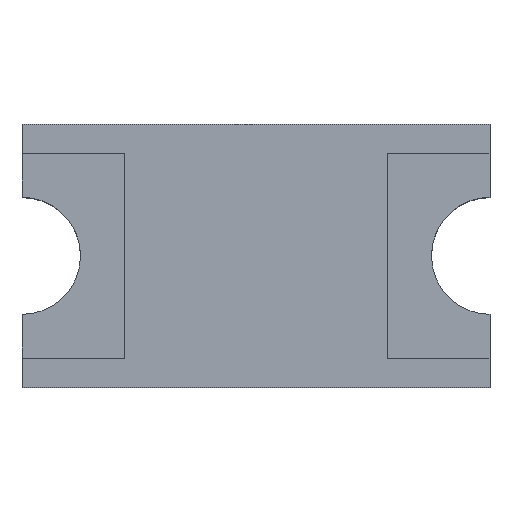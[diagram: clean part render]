
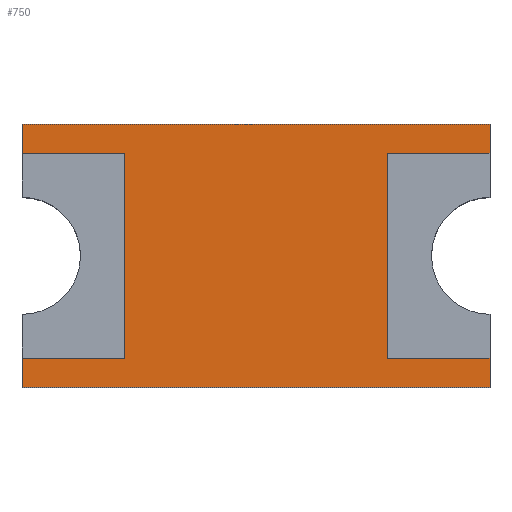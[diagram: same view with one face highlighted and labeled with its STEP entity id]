
A CAD part, top view. The second image highlights one B-rep face of the part: STEP entity #750.
In plain terms, the highlighted planar face has unit normal (0, 0, 1).
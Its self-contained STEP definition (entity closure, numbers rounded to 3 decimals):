
#42=ORIENTED_EDGE('',*,*,#194,.F.);
#43=ORIENTED_EDGE('',*,*,#186,.T.);
#44=ORIENTED_EDGE('',*,*,#195,.T.);
#45=ORIENTED_EDGE('',*,*,#192,.T.);
#46=ORIENTED_EDGE('',*,*,#196,.T.);
#47=ORIENTED_EDGE('',*,*,#197,.T.);
#48=ORIENTED_EDGE('',*,*,#198,.T.);
#49=ORIENTED_EDGE('',*,*,#182,.T.);
#50=ORIENTED_EDGE('',*,*,#199,.T.);
#51=ORIENTED_EDGE('',*,*,#180,.T.);
#52=ORIENTED_EDGE('',*,*,#200,.F.);
#53=ORIENTED_EDGE('',*,*,#201,.F.);
#180=EDGE_CURVE('',#257,#256,#304,.T.);
#182=EDGE_CURVE('',#258,#259,#306,.T.);
#186=EDGE_CURVE('',#262,#263,#310,.T.);
#192=EDGE_CURVE('',#269,#268,#316,.T.);
#194=EDGE_CURVE('',#262,#270,#318,.T.);
#195=EDGE_CURVE('',#263,#269,#319,.T.);
#196=EDGE_CURVE('',#268,#271,#320,.T.);
#197=EDGE_CURVE('',#271,#272,#321,.T.);
#198=EDGE_CURVE('',#272,#258,#322,.T.);
#199=EDGE_CURVE('',#259,#257,#323,.T.);
#200=EDGE_CURVE('',#273,#256,#324,.T.);
#201=EDGE_CURVE('',#270,#273,#325,.T.);
#256=VERTEX_POINT('',#963);
#257=VERTEX_POINT('',#965);
#258=VERTEX_POINT('',#969);
#259=VERTEX_POINT('',#970);
#262=VERTEX_POINT('',#978);
#263=VERTEX_POINT('',#979);
#268=VERTEX_POINT('',#990);
#269=VERTEX_POINT('',#992);
#270=VERTEX_POINT('',#996);
#271=VERTEX_POINT('',#999);
#272=VERTEX_POINT('',#1001);
#273=VERTEX_POINT('',#1005);
#304=LINE('',#964,#376);
#306=LINE('',#968,#378);
#310=LINE('',#977,#382);
#316=LINE('',#991,#388);
#318=LINE('',#995,#390);
#319=LINE('',#997,#391);
#320=LINE('',#998,#392);
#321=LINE('',#1000,#393);
#322=LINE('',#1002,#394);
#323=LINE('',#1003,#395);
#324=LINE('',#1004,#396);
#325=LINE('',#1006,#397);
#376=VECTOR('',#821,1000.);
#378=VECTOR('',#825,1000.);
#382=VECTOR('',#831,1000.);
#388=VECTOR('',#839,1000.);
#390=VECTOR('',#843,1000.);
#391=VECTOR('',#844,1000.);
#392=VECTOR('',#845,1000.);
#393=VECTOR('',#846,1000.);
#394=VECTOR('',#847,1000.);
#395=VECTOR('',#848,1000.);
#396=VECTOR('',#849,1000.);
#397=VECTOR('',#850,1000.);
#450=EDGE_LOOP('',(#42,#43,#44,#45,#46,#47,#48,#49,#50,#51,#52,#53));
#480=FACE_BOUND('',#450,.T.);
#510=PLANE('',#785);
#750=ADVANCED_FACE('',(#480),#510,.T.);
#785=AXIS2_PLACEMENT_3D('',#994,#841,#842);
#821=DIRECTION('',(0.,-1.,0.));
#825=DIRECTION('',(0.,1.,0.));
#831=DIRECTION('',(0.,-1.,0.));
#839=DIRECTION('',(0.,1.,0.));
#841=DIRECTION('',(0.,0.,1.));
#842=DIRECTION('',(1.,0.,0.));
#843=DIRECTION('',(1.,0.,0.));
#844=DIRECTION('',(1.,0.,0.));
#845=DIRECTION('',(-1.,0.,0.));
#846=DIRECTION('',(0.,1.,0.));
#847=DIRECTION('',(1.,0.,0.));
#848=DIRECTION('',(-1.,0.,0.));
#849=DIRECTION('',(-1.,0.,0.));
#850=DIRECTION('',(0.,1.,0.));
#963=CARTESIAN_POINT('',(-0.8,0.35,0.3));
#964=CARTESIAN_POINT('',(-0.8,0.45,0.3));
#965=CARTESIAN_POINT('',(-0.8,0.45,0.3));
#968=CARTESIAN_POINT('',(0.8,-0.45,0.3));
#969=CARTESIAN_POINT('',(0.8,0.35,0.3));
#970=CARTESIAN_POINT('',(0.8,0.45,0.3));
#977=CARTESIAN_POINT('',(-0.8,0.45,0.3));
#978=CARTESIAN_POINT('',(-0.8,-0.35,0.3));
#979=CARTESIAN_POINT('',(-0.8,-0.45,0.3));
#990=CARTESIAN_POINT('',(0.8,-0.35,0.3));
#991=CARTESIAN_POINT('',(0.8,-0.45,0.3));
#992=CARTESIAN_POINT('',(0.8,-0.45,0.3));
#994=CARTESIAN_POINT('',(0.,0.,0.3));
#995=CARTESIAN_POINT('',(-0.8,-0.35,0.3));
#996=CARTESIAN_POINT('',(-0.45,-0.35,0.3));
#997=CARTESIAN_POINT('',(-0.8,-0.45,0.3));
#998=CARTESIAN_POINT('',(0.8,-0.35,0.3));
#999=CARTESIAN_POINT('',(0.45,-0.35,0.3));
#1000=CARTESIAN_POINT('',(0.45,-0.35,0.3));
#1001=CARTESIAN_POINT('',(0.45,0.35,0.3));
#1002=CARTESIAN_POINT('',(0.45,0.35,0.3));
#1003=CARTESIAN_POINT('',(0.8,0.45,0.3));
#1004=CARTESIAN_POINT('',(-0.45,0.35,0.3));
#1005=CARTESIAN_POINT('',(-0.45,0.35,0.3));
#1006=CARTESIAN_POINT('',(-0.45,-0.35,0.3));
